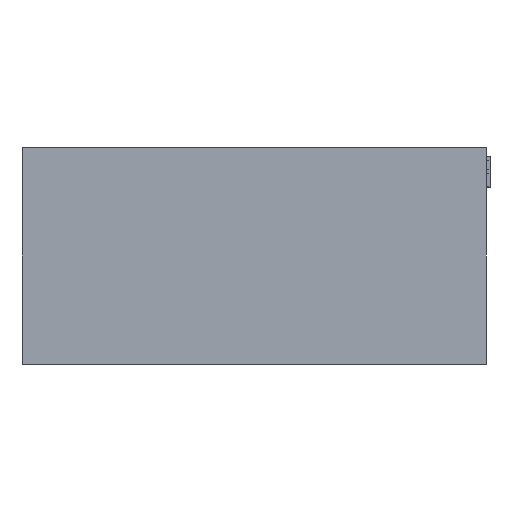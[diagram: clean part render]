
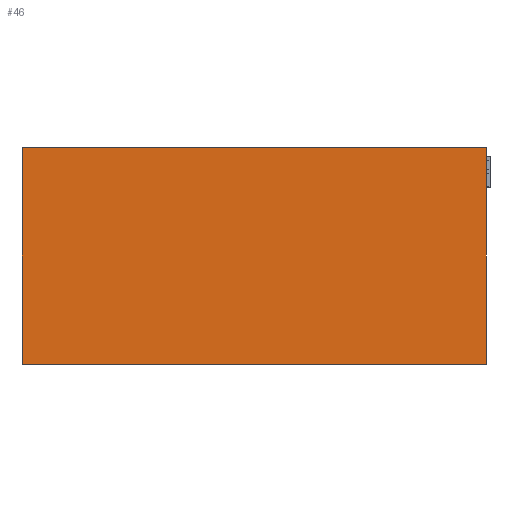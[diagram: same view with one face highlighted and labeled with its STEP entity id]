
A CAD part, left-side view. The second image highlights one B-rep face of the part: STEP entity #46.
In plain terms, the highlighted planar face has unit normal (-1, 0, 0).
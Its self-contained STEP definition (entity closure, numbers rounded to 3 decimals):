
#46 = ADVANCED_FACE( '', ( #382 ), #383, .F. );
#382 = FACE_OUTER_BOUND( '', #1066, .T. );
#383 = PLANE( '', #1067 );
#1066 = EDGE_LOOP( '', ( #5386, #5387, #5388, #5389 ) );
#1067 = AXIS2_PLACEMENT_3D( '', #5390, #5391, #5392 );
#5386 = ORIENTED_EDGE( '', *, *, #7705, .T. );
#5387 = ORIENTED_EDGE( '', *, *, #7706, .F. );
#5388 = ORIENTED_EDGE( '', *, *, #7707, .F. );
#5389 = ORIENTED_EDGE( '', *, *, #7708, .T. );
#5390 = CARTESIAN_POINT( '', ( -571.5, -190.5, 30.871 ) );
#5391 = DIRECTION( '', ( 1., 0., 0. ) );
#5392 = DIRECTION( '', ( 0., 0., -1. ) );
#7705 = EDGE_CURVE( '', #8482, #8483, #8484, .T. );
#7706 = EDGE_CURVE( '', #8485, #8483, #8486, .T. );
#7707 = EDGE_CURVE( '', #8487, #8485, #8488, .T. );
#7708 = EDGE_CURVE( '', #8487, #8482, #8489, .T. );
#8482 = VERTEX_POINT( '', #9717 );
#8483 = VERTEX_POINT( '', #9718 );
#8484 = LINE( '', #9719, #9720 );
#8485 = VERTEX_POINT( '', #9721 );
#8486 = LINE( '', #9722, #9723 );
#8487 = VERTEX_POINT( '', #9724 );
#8488 = LINE( '', #9725, #9726 );
#8489 = LINE( '', #9727, #9728 );
#9717 = CARTESIAN_POINT( '', ( -571.5, 190.5, 30.871 ) );
#9718 = CARTESIAN_POINT( '', ( -571.5, 190.5, -146.929 ) );
#9719 = CARTESIAN_POINT( '', ( -571.5, 190.5, 30.871 ) );
#9720 = VECTOR( '', #13787, 1000. );
#9721 = CARTESIAN_POINT( '', ( -571.5, -190.5, -146.929 ) );
#9722 = CARTESIAN_POINT( '', ( -571.5, -190.5, -146.929 ) );
#9723 = VECTOR( '', #13788, 1000. );
#9724 = CARTESIAN_POINT( '', ( -571.5, -190.5, 30.871 ) );
#9725 = CARTESIAN_POINT( '', ( -571.5, -190.5, 30.871 ) );
#9726 = VECTOR( '', #13789, 1000. );
#9727 = CARTESIAN_POINT( '', ( -571.5, -190.5, 30.871 ) );
#9728 = VECTOR( '', #13790, 1000. );
#13787 = DIRECTION( '', ( 0., 0., -1. ) );
#13788 = DIRECTION( '', ( 0., 1., 0. ) );
#13789 = DIRECTION( '', ( 0., 0., -1. ) );
#13790 = DIRECTION( '', ( 0., 1., 0. ) );
